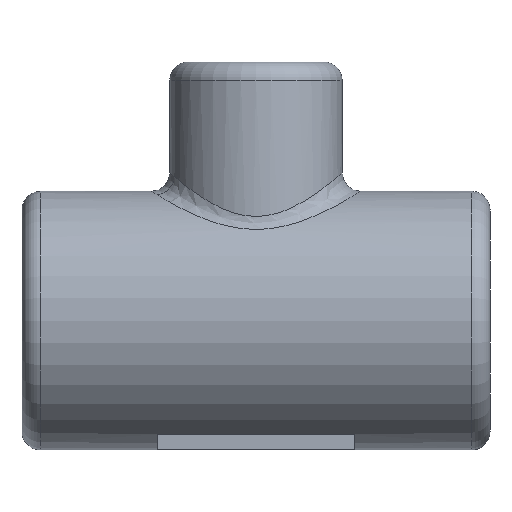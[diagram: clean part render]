
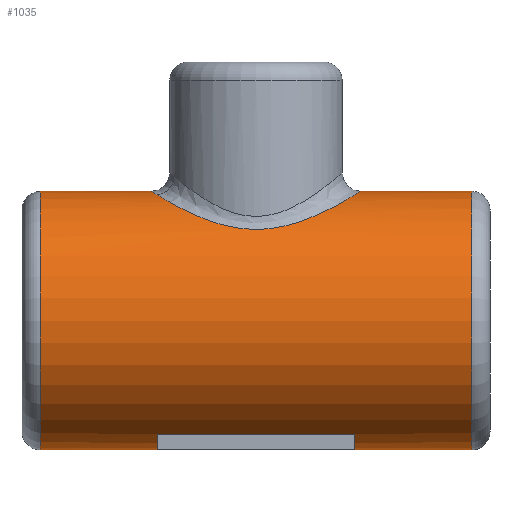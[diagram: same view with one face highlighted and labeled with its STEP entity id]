
A CAD part, front view. The second image highlights one B-rep face of the part: STEP entity #1035.
In plain terms, the highlighted cylindrical face has radius 10.5 mm (diameter 21 mm), a full revolution.
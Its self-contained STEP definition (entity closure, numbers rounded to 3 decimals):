
#27=CYLINDRICAL_SURFACE('',#1096,10.5);
#148=B_SPLINE_CURVE_WITH_KNOTS('',3,(#12222,#12223,#12224,#12225,#12226,
#12227,#12228,#12229,#12230,#12231,#12232,#12233),.UNSPECIFIED.,.F.,.F.,
(4,1,1,1,1,1,1,1,1,4),(0.,0.125,0.25,0.375,0.5,0.625,0.75,0.875,0.938,
1.),.UNSPECIFIED.);
#149=B_SPLINE_CURVE_WITH_KNOTS('',3,(#12235,#12236,#12237,#12238),
 .UNSPECIFIED.,.F.,.F.,(4,4),(0.,1.),.UNSPECIFIED.);
#155=B_SPLINE_CURVE_WITH_KNOTS('',3,(#15689,#15690,#15691,#15692),
 .UNSPECIFIED.,.F.,.F.,(4,4),(0.,1.),.UNSPECIFIED.);
#156=B_SPLINE_CURVE_WITH_KNOTS('',3,(#15694,#15695,#15696,#15697,#15698,
#15699,#15700,#15701,#15702,#15703,#15704,#15705),.UNSPECIFIED.,.F.,.F.,
(4,1,1,1,1,1,1,1,1,4),(0.,0.125,0.25,0.375,0.5,0.625,0.75,0.875,0.938,
1.),.UNSPECIFIED.);
#157=B_SPLINE_CURVE_WITH_KNOTS('',3,(#15706,#15707,#15708,#15709,#15710,
#15711,#15712,#15713,#15714,#15715,#15716),.UNSPECIFIED.,.T.,.F.,(1,1,1,
1,1,1,1,1,1,1,1,1,1,1,1),(-0.004,-0.002,-0.001,
0.,0.001,0.002,0.004,0.005,
0.006,0.007,0.008,0.009,
0.011,0.012,0.013),.UNSPECIFIED.);
#168=CIRCLE('',#1072,10.5);
#169=CIRCLE('',#1074,10.5);
#170=CIRCLE('',#1076,10.5);
#171=CIRCLE('',#1079,10.5);
#180=CIRCLE('',#1097,10.5);
#181=CIRCLE('',#1098,10.5);
#404=ORIENTED_EDGE('',*,*,#654,.F.);
#405=ORIENTED_EDGE('',*,*,#645,.F.);
#406=ORIENTED_EDGE('',*,*,#640,.F.);
#407=ORIENTED_EDGE('',*,*,#644,.F.);
#408=ORIENTED_EDGE('',*,*,#648,.F.);
#409=ORIENTED_EDGE('',*,*,#651,.F.);
#410=ORIENTED_EDGE('',*,*,#673,.T.);
#411=ORIENTED_EDGE('',*,*,#674,.T.);
#412=ORIENTED_EDGE('',*,*,#675,.T.);
#413=ORIENTED_EDGE('',*,*,#676,.T.);
#414=ORIENTED_EDGE('',*,*,#635,.T.);
#415=ORIENTED_EDGE('',*,*,#634,.T.);
#416=ORIENTED_EDGE('',*,*,#677,.F.);
#634=EDGE_CURVE('',#793,#791,#148,.T.);
#635=EDGE_CURVE('',#794,#793,#149,.T.);
#640=EDGE_CURVE('',#797,#799,#833,.T.);
#644=EDGE_CURVE('',#801,#797,#168,.T.);
#645=EDGE_CURVE('',#799,#802,#169,.T.);
#648=EDGE_CURVE('',#803,#801,#170,.T.);
#651=EDGE_CURVE('',#805,#803,#841,.T.);
#654=EDGE_CURVE('',#802,#805,#171,.T.);
#673=EDGE_CURVE('',#815,#815,#180,.T.);
#674=EDGE_CURVE('',#816,#816,#181,.T.);
#675=EDGE_CURVE('',#791,#817,#155,.T.);
#676=EDGE_CURVE('',#817,#794,#156,.T.);
#677=EDGE_CURVE('',#818,#818,#157,.T.);
#791=VERTEX_POINT('',#12220);
#793=VERTEX_POINT('',#12234);
#794=VERTEX_POINT('',#12239);
#797=VERTEX_POINT('',#12310);
#799=VERTEX_POINT('',#12313);
#801=VERTEX_POINT('',#12319);
#802=VERTEX_POINT('',#12323);
#803=VERTEX_POINT('',#12327);
#805=VERTEX_POINT('',#12333);
#815=VERTEX_POINT('',#15686);
#816=VERTEX_POINT('',#15688);
#817=VERTEX_POINT('',#15693);
#818=VERTEX_POINT('',#15717);
#833=LINE('',#12312,#860);
#841=LINE('',#12335,#868);
#860=VECTOR('',#1150,1000.);
#868=VECTOR('',#1172,1000.);
#912=EDGE_LOOP('',(#404,#405,#406,#407,#408,#409));
#913=EDGE_LOOP('',(#410));
#914=EDGE_LOOP('',(#411));
#915=EDGE_LOOP('',(#412,#413,#414,#415));
#916=EDGE_LOOP('',(#416));
#968=FACE_BOUND('',#912,.T.);
#969=FACE_BOUND('',#913,.T.);
#970=FACE_BOUND('',#914,.T.);
#971=FACE_BOUND('',#915,.T.);
#972=FACE_BOUND('',#916,.T.);
#1035=ADVANCED_FACE('',(#968,#969,#970,#971,#972),#27,.T.);
#1072=AXIS2_PLACEMENT_3D('',#12320,#1156,#1157);
#1074=AXIS2_PLACEMENT_3D('',#12322,#1160,#1161);
#1076=AXIS2_PLACEMENT_3D('',#12329,#1166,#1167);
#1079=AXIS2_PLACEMENT_3D('',#12339,#1177,#1178);
#1096=AXIS2_PLACEMENT_3D('',#15684,#1215,#1216);
#1097=AXIS2_PLACEMENT_3D('',#15685,#1217,#1218);
#1098=AXIS2_PLACEMENT_3D('',#15687,#1219,#1220);
#1150=DIRECTION('',(1.,0.,0.));
#1156=DIRECTION('',(1.,0.,0.));
#1157=DIRECTION('',(0.,0.,-1.));
#1160=DIRECTION('',(-1.,0.,0.));
#1161=DIRECTION('',(0.,-1.,0.));
#1166=DIRECTION('',(1.,0.,0.));
#1167=DIRECTION('',(0.,0.,-1.));
#1172=DIRECTION('',(-1.,0.,0.));
#1177=DIRECTION('',(-1.,0.,0.));
#1178=DIRECTION('',(0.,-1.,0.));
#1215=DIRECTION('',(-1.,0.,0.));
#1216=DIRECTION('',(0.,0.,1.));
#1217=DIRECTION('',(1.,0.,0.));
#1218=DIRECTION('',(0.,0.,1.));
#1219=DIRECTION('',(-1.,0.,0.));
#1220=DIRECTION('',(0.,0.,1.));
#12220=CARTESIAN_POINT('',(-8.038,-2.42,10.217));
#12222=CARTESIAN_POINT('',(8.5,0.,10.5));
#12223=CARTESIAN_POINT('',(8.5,-0.975,10.5));
#12224=CARTESIAN_POINT('',(8.036,-2.926,10.208));
#12225=CARTESIAN_POINT('',(6.335,-5.173,9.221));
#12226=CARTESIAN_POINT('',(4.048,-6.697,8.135));
#12227=CARTESIAN_POINT('',(1.274,-7.505,7.346));
#12228=CARTESIAN_POINT('',(-1.721,-7.434,7.423));
#12229=CARTESIAN_POINT('',(-4.422,-6.513,8.29));
#12230=CARTESIAN_POINT('',(-6.268,-5.151,9.204));
#12231=CARTESIAN_POINT('',(-7.423,-3.709,9.85));
#12232=CARTESIAN_POINT('',(-7.867,-2.854,10.115));
#12233=CARTESIAN_POINT('',(-8.038,-2.42,10.217));
#12234=CARTESIAN_POINT('',(8.5,0.,10.5));
#12235=CARTESIAN_POINT('',(8.047,2.396,10.223));
#12236=CARTESIAN_POINT('',(8.349,1.619,10.405));
#12237=CARTESIAN_POINT('',(8.5,0.814,10.5));
#12238=CARTESIAN_POINT('',(8.5,0.,10.5));
#12239=CARTESIAN_POINT('',(8.047,2.396,10.223));
#12310=CARTESIAN_POINT('',(-8.,5.,-9.233));
#12312=CARTESIAN_POINT('',(-19.,5.,-9.233));
#12313=CARTESIAN_POINT('',(8.,5.,-9.233));
#12319=CARTESIAN_POINT('',(-8.,0.,-10.5));
#12320=CARTESIAN_POINT('',(-8.,0.,0.));
#12322=CARTESIAN_POINT('',(8.,0.,0.));
#12323=CARTESIAN_POINT('',(8.,0.,-10.5));
#12327=CARTESIAN_POINT('',(-8.,-5.,-9.233));
#12329=CARTESIAN_POINT('',(-8.,0.,0.));
#12333=CARTESIAN_POINT('',(8.,-5.,-9.233));
#12335=CARTESIAN_POINT('',(-19.,-5.,-9.233));
#12339=CARTESIAN_POINT('',(8.,0.,0.));
#15684=CARTESIAN_POINT('',(-19.,0.,0.));
#15685=CARTESIAN_POINT('',(-17.5,0.,0.));
#15686=CARTESIAN_POINT('',(-17.5,0.,10.5));
#15687=CARTESIAN_POINT('',(17.5,0.,0.));
#15688=CARTESIAN_POINT('',(17.5,0.,10.5));
#15689=CARTESIAN_POINT('',(-8.038,-2.42,10.217));
#15690=CARTESIAN_POINT('',(-8.346,-1.636,10.403));
#15691=CARTESIAN_POINT('',(-8.5,-0.822,10.5));
#15692=CARTESIAN_POINT('',(-8.5,0.,10.5));
#15693=CARTESIAN_POINT('',(-8.5,0.,10.5));
#15694=CARTESIAN_POINT('',(-8.5,0.,10.5));
#15695=CARTESIAN_POINT('',(-8.5,0.973,10.5));
#15696=CARTESIAN_POINT('',(-8.038,2.923,10.209));
#15697=CARTESIAN_POINT('',(-6.335,5.175,9.22));
#15698=CARTESIAN_POINT('',(-4.041,6.699,8.133));
#15699=CARTESIAN_POINT('',(-1.288,7.503,7.348));
#15700=CARTESIAN_POINT('',(1.725,7.434,7.423));
#15701=CARTESIAN_POINT('',(4.423,6.514,8.291));
#15702=CARTESIAN_POINT('',(6.279,5.141,9.209));
#15703=CARTESIAN_POINT('',(7.43,3.699,9.854));
#15704=CARTESIAN_POINT('',(7.876,2.834,10.12));
#15705=CARTESIAN_POINT('',(8.047,2.396,10.223));
#15706=CARTESIAN_POINT('',(1.177,10.447,-1.175));
#15707=CARTESIAN_POINT('',(0.,10.365,-1.663));
#15708=CARTESIAN_POINT('',(-1.175,10.446,-1.175));
#15709=CARTESIAN_POINT('',(-1.662,10.527,-0.002));
#15710=CARTESIAN_POINT('',(-1.177,10.447,1.175));
#15711=CARTESIAN_POINT('',(0.,10.365,1.663));
#15712=CARTESIAN_POINT('',(1.175,10.446,1.175));
#15713=CARTESIAN_POINT('',(1.662,10.527,0.002));
#15714=CARTESIAN_POINT('',(1.177,10.447,-1.175));
#15715=CARTESIAN_POINT('',(0.,10.365,-1.663));
#15716=CARTESIAN_POINT('',(-1.175,10.446,-1.175));
#15717=CARTESIAN_POINT('',(0.,10.392,-1.5));
